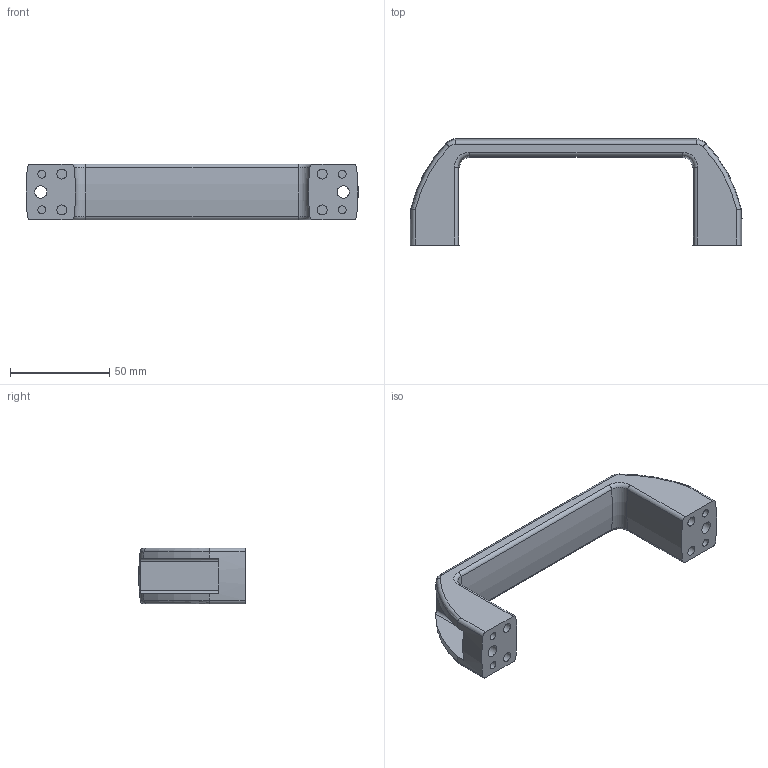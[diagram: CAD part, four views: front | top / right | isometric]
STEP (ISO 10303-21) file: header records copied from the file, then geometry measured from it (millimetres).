
FILE_DESCRIPTION(/* description */ ('STEP AP214'),/* implementation_level */ '2;1');
FILE_NAME(/* name */ '092002',/* time_stamp */ '2022-08-11T14:15:52+02:00',/* author */ ('License CC BY-ND 4.0'),/* organization */ ('CADENAS'),/* preprocessor_version */ 'ST-DEVELOPER v18.102',/* originating_system */ 'PARTsolutions',/* authorisation */ ' ');
FILE_SCHEMA (('AUTOMOTIVE_DESIGN {1 0 10303 214 3 1 1}'));
Length unit declared in the file: millimetre
Products named in the file (1): 092002
Bounding box: 166.91 x 53.42 x 28 mm (x, y, z)
Volume: 64069.1 mm3; surface area: 23460.2 mm2
Topology: 1 solids, 1 shells, 90 faces, 210 edges, 134 vertices
Faces by surface type: plane 36, cylinder 34, torus 20
Full cylindrical faces by diameter (mm): 4 x4, 5 x4, 6.2 x2, 13 x2
Entity records: 2572 total; most frequent: CARTESIAN_POINT 469, DIRECTION 464, ORIENTED_EDGE 392, EDGE_CURVE 196, AXIS2_PLACEMENT_3D 191, VERTEX_POINT 132, EDGE_LOOP 118, FACE_BOUND 118
